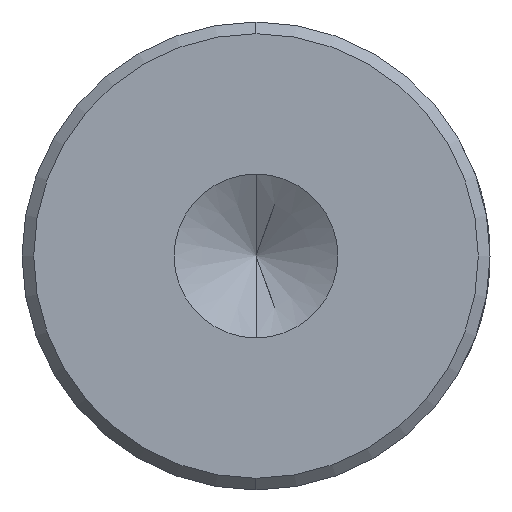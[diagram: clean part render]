
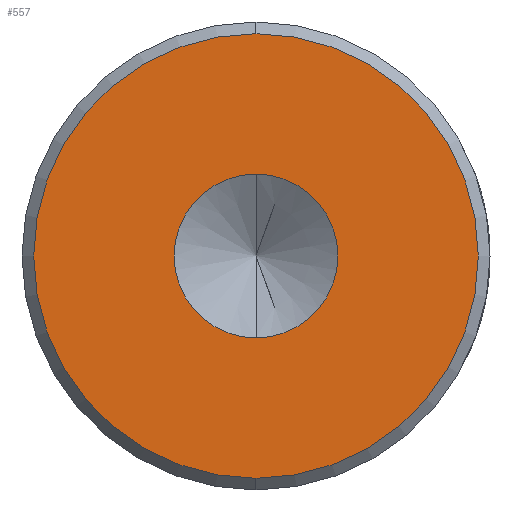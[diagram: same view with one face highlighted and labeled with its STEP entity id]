
A CAD part, left-side view. The second image highlights one B-rep face of the part: STEP entity #557.
In plain terms, the highlighted planar face has unit normal (-1, 0, 0).
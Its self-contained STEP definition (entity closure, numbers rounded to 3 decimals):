
#10 = EDGE_CURVE ( 'NONE', #1181, #1237, #1267, .T. ) ;
#25 = EDGE_CURVE ( 'NONE', #661, #984, #188, .T. ) ;
#46 = DIRECTION ( 'NONE',  ( -1., 0., 0. ) ) ;
#60 = FACE_OUTER_BOUND ( 'NONE', #1099, .T. ) ;
#90 = ORIENTED_EDGE ( 'NONE', *, *, #10, .T. ) ;
#92 = ORIENTED_EDGE ( 'NONE', *, *, #97, .T. ) ;
#97 = EDGE_CURVE ( 'NONE', #1237, #1181, #150, .T. ) ;
#121 = DIRECTION ( 'NONE',  ( -1., 0., 0. ) ) ;
#127 = CIRCLE ( 'NONE', #137, 3.5 ) ;
#137 = AXIS2_PLACEMENT_3D ( 'NONE', #1035, #428, #1139 ) ;
#150 = CIRCLE ( 'NONE', #1262, 9.501 ) ;
#160 = CARTESIAN_POINT ( 'NONE',  ( 0., 0., 0. ) ) ;
#164 = CARTESIAN_POINT ( 'NONE',  ( 0., 0., 0. ) ) ;
#188 = CIRCLE ( 'NONE', #1134, 3.5 ) ;
#237 = DIRECTION ( 'NONE',  ( 0., 0., 1. ) ) ;
#267 = DIRECTION ( 'NONE',  ( -1., 0., 0. ) ) ;
#367 = EDGE_LOOP ( 'NONE', ( #1231, #928 ) ) ;
#394 = CARTESIAN_POINT ( 'NONE',  ( 0., 0., 0. ) ) ;
#428 = DIRECTION ( 'NONE',  ( -1., 0., 0. ) ) ;
#446 = CARTESIAN_POINT ( 'NONE',  ( 0., 0., 9.501 ) ) ;
#460 = CARTESIAN_POINT ( 'NONE',  ( 0., 0., 0. ) ) ;
#557 = ADVANCED_FACE ( 'NONE', ( #60, #831 ), #881, .T. ) ;
#661 = VERTEX_POINT ( 'NONE', #807 ) ;
#807 = CARTESIAN_POINT ( 'NONE',  ( 0., 0., 3.5 ) ) ;
#831 = FACE_BOUND ( 'NONE', #367, .T. ) ;
#881 = PLANE ( 'NONE',  #1084 ) ;
#928 = ORIENTED_EDGE ( 'NONE', *, *, #1055, .F. ) ;
#974 = DIRECTION ( 'NONE',  ( 0., 0., 1. ) ) ;
#977 = DIRECTION ( 'NONE',  ( 0., 0., 1. ) ) ;
#984 = VERTEX_POINT ( 'NONE', #1124 ) ;
#993 = AXIS2_PLACEMENT_3D ( 'NONE', #460, #1162, #1059 ) ;
#1035 = CARTESIAN_POINT ( 'NONE',  ( 0., 0., 0. ) ) ;
#1055 = EDGE_CURVE ( 'NONE', #984, #661, #127, .T. ) ;
#1059 = DIRECTION ( 'NONE',  ( 0., 0., 1. ) ) ;
#1084 = AXIS2_PLACEMENT_3D ( 'NONE', #164, #267, #977 ) ;
#1099 = EDGE_LOOP ( 'NONE', ( #92, #90 ) ) ;
#1124 = CARTESIAN_POINT ( 'NONE',  ( 0., 0., -3.5 ) ) ;
#1134 = AXIS2_PLACEMENT_3D ( 'NONE', #160, #46, #974 ) ;
#1139 = DIRECTION ( 'NONE',  ( 0., 0., 1. ) ) ;
#1160 = CARTESIAN_POINT ( 'NONE',  ( 0., 0., -9.501 ) ) ;
#1162 = DIRECTION ( 'NONE',  ( -1., 0., 0. ) ) ;
#1181 = VERTEX_POINT ( 'NONE', #446 ) ;
#1231 = ORIENTED_EDGE ( 'NONE', *, *, #25, .F. ) ;
#1237 = VERTEX_POINT ( 'NONE', #1160 ) ;
#1262 = AXIS2_PLACEMENT_3D ( 'NONE', #394, #121, #237 ) ;
#1267 = CIRCLE ( 'NONE', #993, 9.501 ) ;
